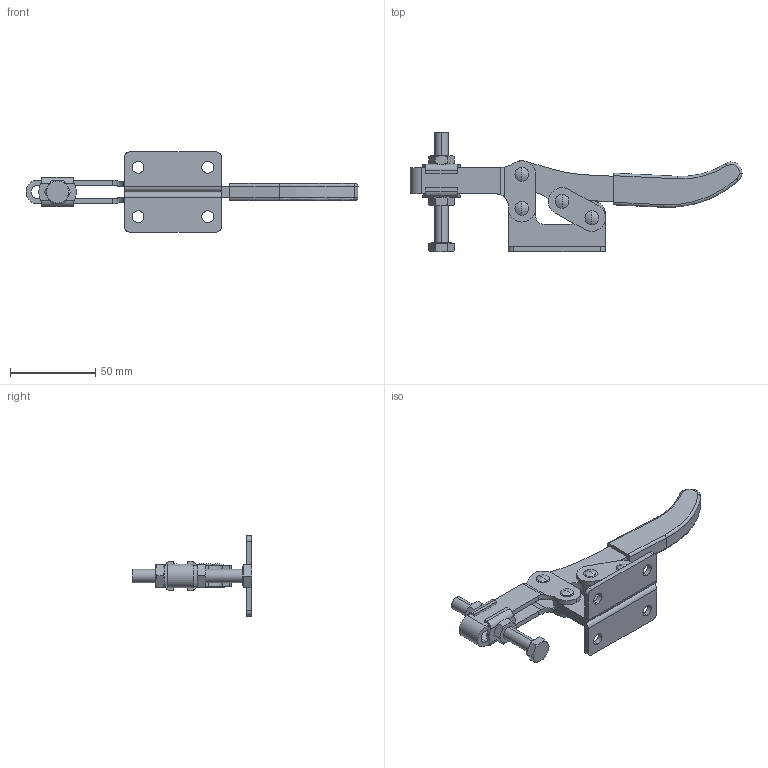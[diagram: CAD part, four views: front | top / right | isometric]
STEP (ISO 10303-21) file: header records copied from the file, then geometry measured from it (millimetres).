
FILE_DESCRIPTION (( 'STEP AP214' ), '1' );
FILE_NAME ('GH-203-FSS-1.STEP', '2026-03-02T02:30:39', ( '' ), ( '' ), 'SwSTEP 2.0', 'SolidWorks 2016', '' );
FILE_SCHEMA (( 'AUTOMOTIVE_DESIGN' ));
Length unit declared in the file: millimetre
Products named in the file (12): 1203F05; 1203F08; fw516; 7208065(JIS??); GH-203-FSS-1; GH-203-F 6.35-12; 1203F01; 蔉扞fw516; 1203F13; 蔉扞1203F13; 蔉扞1203F05; Hexagon Nut_3_JIS_JIS B 1181 Hexagon nut - Class 3 Finished M8 --N
Assembly tree (15 placements, depth 2):
  GH-203-FSS-1
    1203F13
    1203F08
    1203F05
    1203F01
    蔉扞1203F13
    蔉扞1203F05
    GH-203-F 6.35-12  x4
    fw516
    Hexagon Nut_3_JIS_JIS B 1181 Hexagon nut - Class 3 Finished M8 --N  x2
    蔉扞fw516
    7208065(JIS??)
Bounding box: 194.99 x 70.3 x 47 mm (x, y, z)
Volume: 52419.1 mm3; surface area: 34809.7 mm2
Topology: 15 solids, 15 shells, 301 faces, 744 edges, 476 vertices
Faces by surface type: cylinder 126, plane 119, cone 40, bspline 16
Entity records: 8670 total; most frequent: CARTESIAN_POINT 1839, DIRECTION 1301, ORIENTED_EDGE 1248, EDGE_CURVE 624, AXIS2_PLACEMENT_3D 502, VERTEX_POINT 406, LINE 297, VECTOR 297
